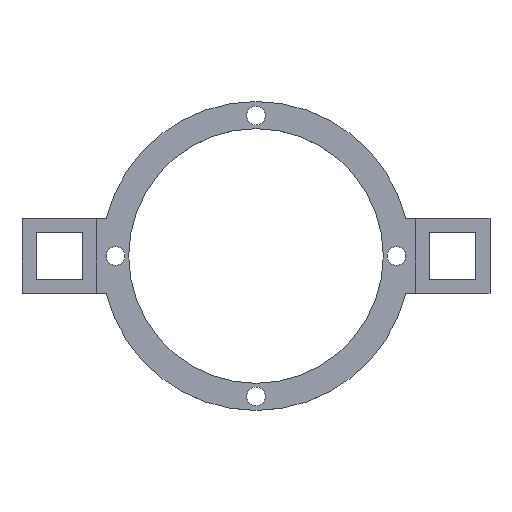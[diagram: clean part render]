
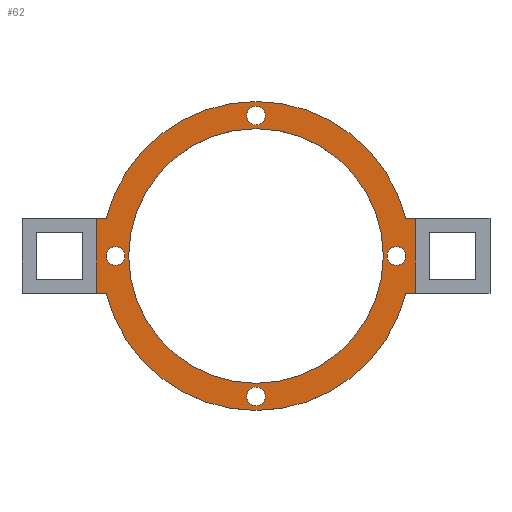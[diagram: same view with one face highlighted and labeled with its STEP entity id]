
A CAD part, top view. The second image highlights one B-rep face of the part: STEP entity #62.
In plain terms, the highlighted planar face has unit normal (0, 0, 1).
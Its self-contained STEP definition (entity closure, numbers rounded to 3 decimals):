
#62=ADVANCED_FACE('',(#183,#185,#187,#189,#191,#193),#195,.T.);
#183=FACE_BOUND('',#184,.T.);
#184=EDGE_LOOP('',(#450,#451,#452,#453,#454,#455,#456,#457));
#185=FACE_BOUND('',#186,.T.);
#186=EDGE_LOOP('',(#458));
#187=FACE_BOUND('',#188,.T.);
#188=EDGE_LOOP('',(#459));
#189=FACE_BOUND('',#190,.T.);
#190=EDGE_LOOP('',(#460));
#191=FACE_BOUND('',#192,.T.);
#192=EDGE_LOOP('',(#461));
#193=FACE_BOUND('',#194,.T.);
#194=EDGE_LOOP('',(#462));
#195=PLANE('',#196);
#196=AXIS2_PLACEMENT_3D('',#197,#198,#199);
#197=CARTESIAN_POINT('',(0.,0.,3.));
#198=DIRECTION('',(0.,0.,1.));
#199=DIRECTION('',(-1.,0.,0.));
#450=ORIENTED_EDGE('',*,*,#626,.F.);
#451=ORIENTED_EDGE('',*,*,#590,.T.);
#452=ORIENTED_EDGE('',*,*,#627,.T.);
#453=ORIENTED_EDGE('',*,*,#586,.T.);
#454=ORIENTED_EDGE('',*,*,#628,.F.);
#455=ORIENTED_EDGE('',*,*,#576,.T.);
#456=ORIENTED_EDGE('',*,*,#629,.T.);
#457=ORIENTED_EDGE('',*,*,#600,.T.);
#458=ORIENTED_EDGE('',*,*,#630,.T.);
#459=ORIENTED_EDGE('',*,*,#631,.T.);
#460=ORIENTED_EDGE('',*,*,#632,.T.);
#461=ORIENTED_EDGE('',*,*,#633,.T.);
#462=ORIENTED_EDGE('',*,*,#634,.T.);
#576=EDGE_CURVE('',#673,#671,#674,.T.);
#586=EDGE_CURVE('',#691,#689,#692,.T.);
#590=EDGE_CURVE('',#699,#697,#700,.T.);
#600=EDGE_CURVE('',#717,#715,#718,.T.);
#626=EDGE_CURVE('',#699,#715,#760,.T.);
#627=EDGE_CURVE('',#697,#691,#761,.T.);
#628=EDGE_CURVE('',#673,#689,#762,.T.);
#629=EDGE_CURVE('',#671,#717,#763,.T.);
#630=EDGE_CURVE('',#764,#764,#765,.F.);
#631=EDGE_CURVE('',#766,#766,#767,.F.);
#632=EDGE_CURVE('',#768,#768,#769,.F.);
#633=EDGE_CURVE('',#770,#770,#771,.F.);
#634=EDGE_CURVE('',#772,#772,#773,.F.);
#671=VERTEX_POINT('',#833);
#673=VERTEX_POINT('',#837);
#674=LINE('',#838,#839);
#689=VERTEX_POINT('',#871);
#691=VERTEX_POINT('',#875);
#692=LINE('',#876,#877);
#697=VERTEX_POINT('',#887);
#699=VERTEX_POINT('',#891);
#700=LINE('',#892,#893);
#715=VERTEX_POINT('',#925);
#717=VERTEX_POINT('',#929);
#718=LINE('',#930,#931);
#760=LINE('',#1024,#1025);
#761=CIRCLE('',#1027,33.);
#762=LINE('',#1031,#1032);
#763=CIRCLE('',#1034,33.);
#764=VERTEX_POINT('',#1038);
#765=CIRCLE('',#1039,27.2);
#766=VERTEX_POINT('',#1043);
#767=CIRCLE('',#1044,2.);
#768=VERTEX_POINT('',#1048);
#769=CIRCLE('',#1049,2.);
#770=VERTEX_POINT('',#1053);
#771=CIRCLE('',#1054,2.);
#772=VERTEX_POINT('',#1058);
#773=CIRCLE('',#1059,2.);
#833=CARTESIAN_POINT('',(-32.016,-8.,3.));
#837=CARTESIAN_POINT('',(-34.,-8.,3.));
#838=CARTESIAN_POINT('',(-34.,-8.,3.));
#839=VECTOR('',#840,1.);
#840=DIRECTION('',(1.,0.,0.));
#871=CARTESIAN_POINT('',(-34.,8.,3.));
#875=CARTESIAN_POINT('',(-32.016,8.,3.));
#876=CARTESIAN_POINT('',(-32.016,8.,3.));
#877=VECTOR('',#878,1.);
#878=DIRECTION('',(-1.,0.,0.));
#887=CARTESIAN_POINT('',(32.016,8.,3.));
#891=CARTESIAN_POINT('',(34.,8.,3.));
#892=CARTESIAN_POINT('',(34.,8.,3.));
#893=VECTOR('',#894,1.);
#894=DIRECTION('',(-1.,0.,0.));
#925=CARTESIAN_POINT('',(34.,-8.,3.));
#929=CARTESIAN_POINT('',(32.016,-8.,3.));
#930=CARTESIAN_POINT('',(32.016,-8.,3.));
#931=VECTOR('',#932,1.);
#932=DIRECTION('',(1.,0.,0.));
#1024=CARTESIAN_POINT('',(34.,8.,3.));
#1025=VECTOR('',#1026,1.);
#1026=DIRECTION('',(0.,-1.,0.));
#1027=AXIS2_PLACEMENT_3D('',#1028,#1029,#1030);
#1028=CARTESIAN_POINT('',(0.,0.,3.));
#1029=DIRECTION('',(0.,0.,1.));
#1030=DIRECTION('',(0.97,0.242,0.));
#1031=CARTESIAN_POINT('',(-34.,-8.,3.));
#1032=VECTOR('',#1033,1.);
#1033=DIRECTION('',(0.,1.,0.));
#1034=AXIS2_PLACEMENT_3D('',#1035,#1036,#1037);
#1035=CARTESIAN_POINT('',(0.,0.,3.));
#1036=DIRECTION('',(0.,0.,1.));
#1037=DIRECTION('',(-0.97,-0.242,0.));
#1038=CARTESIAN_POINT('',(-27.2,0.,3.));
#1039=AXIS2_PLACEMENT_3D('',#1040,#1041,#1042);
#1040=CARTESIAN_POINT('',(0.,0.,3.));
#1041=DIRECTION('',(0.,0.,1.));
#1042=DIRECTION('',(-1.,0.,0.));
#1043=CARTESIAN_POINT('',(-2.,30.,3.));
#1044=AXIS2_PLACEMENT_3D('',#1045,#1046,#1047);
#1045=CARTESIAN_POINT('',(0.,30.,3.));
#1046=DIRECTION('',(0.,0.,1.));
#1047=DIRECTION('',(-1.,0.,0.));
#1048=CARTESIAN_POINT('',(-32.,0.,3.));
#1049=AXIS2_PLACEMENT_3D('',#1050,#1051,#1052);
#1050=CARTESIAN_POINT('',(-30.,0.,3.));
#1051=DIRECTION('',(0.,0.,1.));
#1052=DIRECTION('',(-1.,0.,0.));
#1053=CARTESIAN_POINT('',(-2.,-30.,3.));
#1054=AXIS2_PLACEMENT_3D('',#1055,#1056,#1057);
#1055=CARTESIAN_POINT('',(0.,-30.,3.));
#1056=DIRECTION('',(0.,0.,1.));
#1057=DIRECTION('',(-1.,0.,0.));
#1058=CARTESIAN_POINT('',(28.,0.,3.));
#1059=AXIS2_PLACEMENT_3D('',#1060,#1061,#1062);
#1060=CARTESIAN_POINT('',(30.,0.,3.));
#1061=DIRECTION('',(0.,0.,1.));
#1062=DIRECTION('',(-1.,0.,0.));
